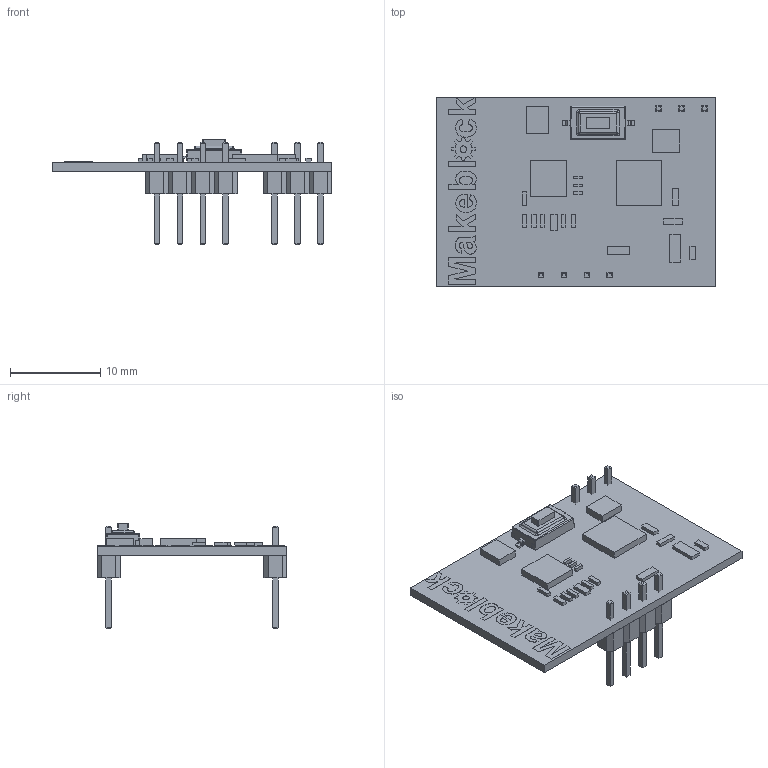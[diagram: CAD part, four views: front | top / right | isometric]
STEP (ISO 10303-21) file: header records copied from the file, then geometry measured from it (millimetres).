
FILE_DESCRIPTION (( 'STEP AP214' ), '1' );
FILE_NAME ('2.4G Wireless Serial for mBot V1.0.step', '2016-10-28T06:56:45', ( 'dell' ), ( '' ), 'SwSTEP 2.0', 'SolidWorks 2013', '' );
FILE_SCHEMA (( 'AUTOMOTIVE_DESIGN' ));
Length unit declared in the file: millimetre
Products named in the file (1): 2.4G Wireless Serial for mBot V1.0
Bounding box: 31 x 21 x 11.64 mm (x, y, z)
Surface area: 1879.3 mm2 (no closed solid volume)
Topology: 0 solids, 25 shells, 422 faces, 1205 edges, 829 vertices
Faces by surface type: plane 365, bspline 31, cylinder 22, torus 4
Entity records: 19554 total; most frequent: CARTESIAN_POINT 4382, ORIENTED_EDGE 2026, DIRECTION 1964, EDGE_CURVE 1201, VECTOR 1064, LINE 1064, VERTEX_POINT 829, EDGE_LOOP 456
